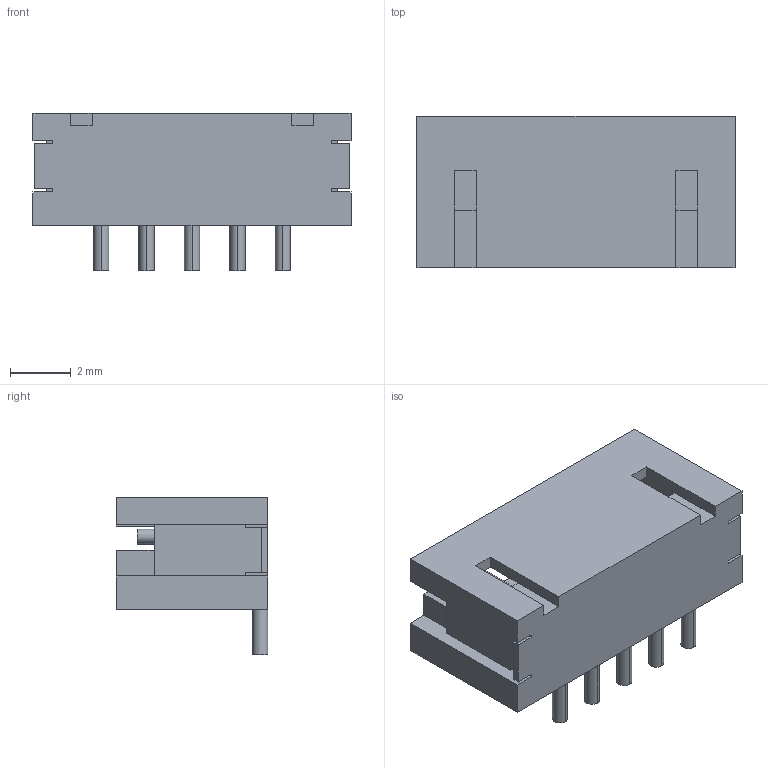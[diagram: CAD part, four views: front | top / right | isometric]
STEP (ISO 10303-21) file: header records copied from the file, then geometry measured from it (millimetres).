
FILE_DESCRIPTION (( 'STEP AP214' ), '1' );
FILE_NAME ('B5B-ZR-SM4.STEP', '2010-06-16T05:03:51', ( ' ' ), ( ' ' ), 'SwSTEP 2.0', 'SolidWorks 2005235', '' );
FILE_SCHEMA (( 'AUTOMOTIVE_DESIGN' ));
Length unit declared in the file: millimetre
Products named in the file (1): B5B-ZR-SM4
Bounding box: 10.5 x 5 x 5.2 mm (x, y, z)
Volume: 116.4 mm3; surface area: 333.4 mm2
Topology: 1 solids, 1 shells, 88 faces, 239 edges, 154 vertices
Faces by surface type: plane 68, cylinder 20
Entity records: 3734 total; most frequent: CARTESIAN_POINT 482, ORIENTED_EDGE 478, DIRECTION 457, EDGE_CURVE 239, VECTOR 199, LINE 199, VERTEX_POINT 154, AXIS2_PLACEMENT_3D 129
